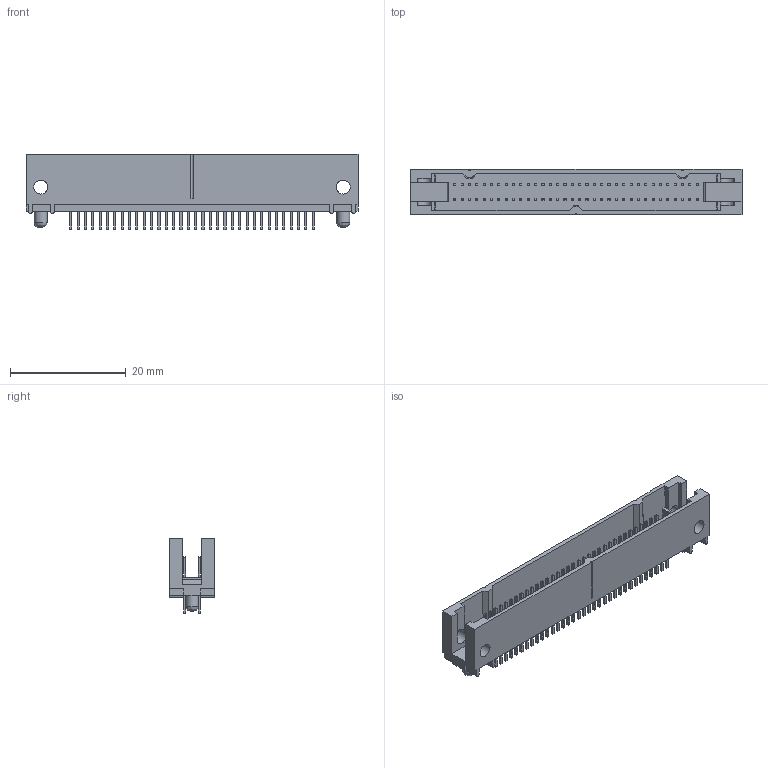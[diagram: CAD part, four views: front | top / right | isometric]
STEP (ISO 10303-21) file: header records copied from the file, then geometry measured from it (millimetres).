
FILE_DESCRIPTION(/* description */ (''),/* implementation_level */ '2;1');
FILE_NAME(/* name */ '78-5110-6314-7.stp',/* time_stamp */ '2015-09-11T09:10:34-05:00',/* author */ (''),/* organization */ (''),/* preprocessor_version */ 'ST-DEVELOPER v15',/* originating_system */ 'SIEMENS PLM Software NX 9.0',/* authorisation */ '');
FILE_SCHEMA (('AUTOMOTIVE_DESIGN { 1 0 10303 214 3 1 1 1 }'));
Length unit declared in the file: millimetre
Products named in the file (1): 78-5110-6314-7
Bounding box: 57.4 x 7.87 x 13.08 mm (x, y, z)
Volume: 1833.7 mm3; surface area: 3798.5 mm2
Topology: 1 solids, 1 shells, 1358 faces, 3100 edges, 1878 vertices
Faces by surface type: plane 1339, cylinder 17, bspline 2
Full cylindrical faces by diameter (mm): 2.261 x2, 2.413 x4
Entity records: 41735 total; most frequent: CARTESIAN_POINT 6380, ORIENTED_EDGE 6172, DIRECTION 5837, EDGE_CURVE 3086, LINE 3043, VECTOR 3043, VERTEX_POINT 1872, EDGE_LOOP 1508
